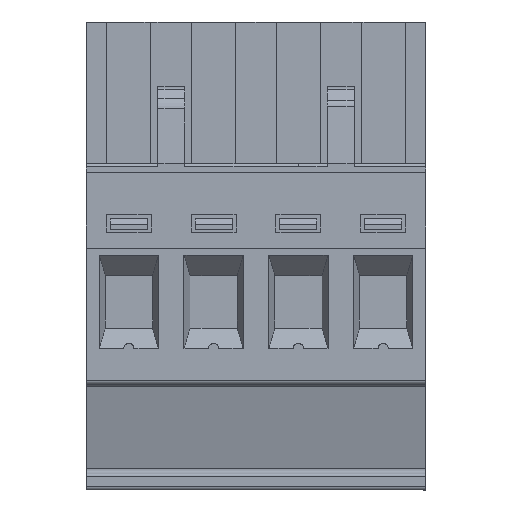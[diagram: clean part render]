
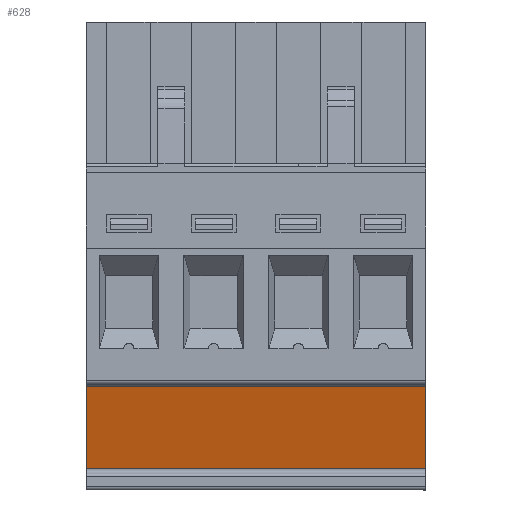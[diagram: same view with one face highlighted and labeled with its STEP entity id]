
A CAD part, front view. The second image highlights one B-rep face of the part: STEP entity #628.
In plain terms, the highlighted planar face has unit normal (0, -0.966, -0.259).
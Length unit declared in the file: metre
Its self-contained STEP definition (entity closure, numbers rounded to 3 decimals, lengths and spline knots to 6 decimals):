
#628=ADVANCED_FACE('',(#1478),#1479,.F.);
#1478=FACE_OUTER_BOUND('',#2555,.T.);
#1479=PLANE('',#2556);
#2555=EDGE_LOOP('',(#4509,#4510,#4511,#4512));
#2556=AXIS2_PLACEMENT_3D('',#4513,#4514,#4515);
#4509=ORIENTED_EDGE('',*,*,#6880,.F.);
#4510=ORIENTED_EDGE('',*,*,#6340,.T.);
#4511=ORIENTED_EDGE('',*,*,#6883,.T.);
#4512=ORIENTED_EDGE('',*,*,#6884,.T.);
#4513=CARTESIAN_POINT('',(-0.006712,-0.032787,-0.082872));
#4514=DIRECTION('',(0.,0.966,0.259));
#4515=DIRECTION('',(0.,0.259,-0.966));
#6340=EDGE_CURVE('',#7601,#7599,#7602,.T.);
#6880=EDGE_CURVE('',#7601,#8446,#8447,.F.);
#6883=EDGE_CURVE('',#7599,#8450,#8451,.F.);
#6884=EDGE_CURVE('',#8450,#8446,#8452,.T.);
#7599=VERTEX_POINT('',#9405);
#7601=VERTEX_POINT('',#9407);
#7602=LINE('',#9408,#9409);
#8446=VERTEX_POINT('',#10654);
#8447=LINE('',#10655,#10656);
#8450=VERTEX_POINT('',#10659);
#8451=LINE('',#10660,#10661);
#8452=LINE('',#10662,#10663);
#9405=CARTESIAN_POINT('',(0.03305,-0.03312,-0.08163));
#9407=CARTESIAN_POINT('',(0.03305,-0.034417,-0.076791));
#9408=CARTESIAN_POINT('',(0.03305,-0.034459,-0.076633));
#9409=VECTOR('',#11811,1.0);
#10654=CARTESIAN_POINT('',(0.053052,-0.034417,-0.076791));
#10655=CARTESIAN_POINT('',(0.039014,-0.034417,-0.076791));
#10656=VECTOR('',#12353,1.0);
#10659=CARTESIAN_POINT('',(0.053052,-0.03312,-0.08163));
#10660=CARTESIAN_POINT('',(-0.006712,-0.03312,-0.08163));
#10661=VECTOR('',#12357,1.0);
#10662=CARTESIAN_POINT('',(0.053052,-0.034459,-0.076633));
#10663=VECTOR('',#12358,1.0);
#11811=DIRECTION('',(0.0,0.259,-0.966));
#12353=DIRECTION('',(-1.0,0.,0.));
#12357=DIRECTION('',(-1.0,0.,0.));
#12358=DIRECTION('',(0.0,-0.259,0.966));
